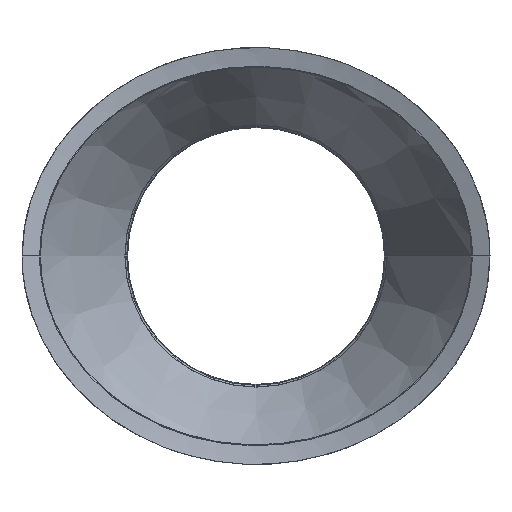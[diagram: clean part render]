
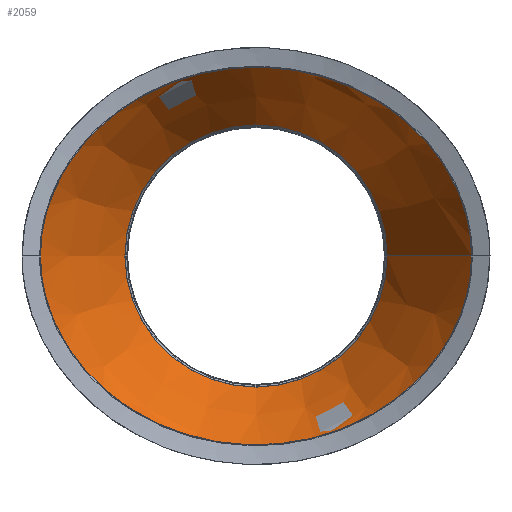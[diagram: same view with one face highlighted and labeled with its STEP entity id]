
A CAD part, front view. The second image highlights one B-rep face of the part: STEP entity #2059.
In plain terms, the highlighted conical face has half-angle 30 degrees and reference radius 98.609 mm.
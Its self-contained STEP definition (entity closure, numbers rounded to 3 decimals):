
#122=CARTESIAN_POINT('',(162.135,364.928,0.0));
#123=VERTEX_POINT('',#122);
#319=CARTESIAN_POINT('',(-162.135,364.928,0.0));
#320=VERTEX_POINT('',#319);
#321=CARTESIAN_POINT('',(-162.135,364.928,0.));
#322=CARTESIAN_POINT('',(-162.135,364.928,-7.826));
#323=CARTESIAN_POINT('',(-161.371,365.274,-15.591));
#324=CARTESIAN_POINT('',(-157.063,367.178,-37.586));
#325=CARTESIAN_POINT('',(-151.749,369.502,-51.138));
#326=CARTESIAN_POINT('',(-136.254,375.582,-77.645));
#327=CARTESIAN_POINT('',(-125.584,379.439,-90.166));
#328=CARTESIAN_POINT('',(-98.432,387.557,-113.629));
#329=CARTESIAN_POINT('',(-81.186,391.731,-123.749));
#330=CARTESIAN_POINT('',(-50.002,396.726,-135.456));
#331=CARTESIAN_POINT('',(-36.952,398.194,-138.725));
#332=CARTESIAN_POINT('',(-15.974,399.45,-141.513));
#333=CARTESIAN_POINT('',(-8.286,399.687,-142.034));
#334=CARTESIAN_POINT('',(7.056,399.71,-142.084));
#335=CARTESIAN_POINT('',(14.681,399.499,-141.621));
#336=CARTESIAN_POINT('',(35.235,398.339,-139.048));
#337=CARTESIAN_POINT('',(47.949,396.972,-136.01));
#338=CARTESIAN_POINT('',(78.349,392.29,-125.09));
#339=CARTESIAN_POINT('',(95.225,388.36,-115.635));
#340=CARTESIAN_POINT('',(123.39,380.208,-92.611));
#341=CARTESIAN_POINT('',(135.043,376.041,-79.441));
#342=CARTESIAN_POINT('',(151.042,369.791,-52.553));
#343=CARTESIAN_POINT('',(156.346,367.489,-39.554));
#344=CARTESIAN_POINT('',(160.314,365.743,-21.344));
#345=CARTESIAN_POINT('',(161.036,365.421,-16.849));
#346=CARTESIAN_POINT('',(161.924,365.024,-8.223));
#347=CARTESIAN_POINT('',(162.135,364.928,-4.116));
#348=CARTESIAN_POINT('',(162.135,364.928,0.));
#349=B_SPLINE_CURVE_WITH_KNOTS('',3,(#321,#322,#323,#324,#325,#326,#327,#328,#329,#330,#331,#332,#333,#334,#335,#336,#337,#338,#339,#340,#341,#342,#343,#344,#345,#346,#347,#348),.UNSPECIFIED.,.F.,.U.,(4,2,2,2,2,2,2,2,2,2,2,2,2,4),(0.0,2.348,6.749,11.74,17.763,21.786,24.083,26.36,30.269,36.095,41.423,45.67,47.04,48.275),.UNSPECIFIED.);
#350=EDGE_CURVE('',#320,#123,#349,.T.);
#558=CARTESIAN_POINT('',(162.135,364.928,0.003));
#559=VERTEX_POINT('',#558);
#560=CARTESIAN_POINT('',(162.135,364.928,0.003));
#561=CARTESIAN_POINT('',(162.135,364.928,7.829));
#562=CARTESIAN_POINT('',(161.371,365.275,15.594));
#563=CARTESIAN_POINT('',(157.061,367.179,37.592));
#564=CARTESIAN_POINT('',(151.746,369.503,51.146));
#565=CARTESIAN_POINT('',(136.246,375.585,77.655));
#566=CARTESIAN_POINT('',(125.575,379.442,90.176));
#567=CARTESIAN_POINT('',(98.418,387.561,113.639));
#568=CARTESIAN_POINT('',(81.17,391.735,123.758));
#569=CARTESIAN_POINT('',(49.988,396.727,135.459));
#570=CARTESIAN_POINT('',(36.941,398.195,138.727));
#571=CARTESIAN_POINT('',(15.969,399.45,141.514));
#572=CARTESIAN_POINT('',(8.281,399.688,142.035));
#573=CARTESIAN_POINT('',(-7.062,399.71,142.084));
#574=CARTESIAN_POINT('',(-14.687,399.499,141.621));
#575=CARTESIAN_POINT('',(-35.245,398.339,139.047));
#576=CARTESIAN_POINT('',(-47.963,396.971,136.007));
#577=CARTESIAN_POINT('',(-78.366,392.287,125.081));
#578=CARTESIAN_POINT('',(-95.241,388.355,115.624));
#579=CARTESIAN_POINT('',(-123.404,380.203,92.597));
#580=CARTESIAN_POINT('',(-135.056,376.037,79.425));
#581=CARTESIAN_POINT('',(-151.048,369.788,52.539));
#582=CARTESIAN_POINT('',(-156.348,367.488,39.545));
#583=CARTESIAN_POINT('',(-160.315,365.742,21.34));
#584=CARTESIAN_POINT('',(-161.036,365.42,16.847));
#585=CARTESIAN_POINT('',(-161.924,365.024,8.221));
#586=CARTESIAN_POINT('',(-162.135,364.928,4.115));
#587=CARTESIAN_POINT('',(-162.135,364.928,0.));
#588=B_SPLINE_CURVE_WITH_KNOTS('',3,(#560,#561,#562,#563,#564,#565,#566,#567,#568,#569,#570,#571,#572,#573,#574,#575,#576,#577,#578,#579,#580,#581,#582,#583,#584,#585,#586,#587),.UNSPECIFIED.,.F.,.U.,(4,2,2,2,2,2,2,2,2,2,2,2,2,4),(0.,2.348,6.75,11.741,17.764,21.786,24.084,26.361,30.27,36.097,41.425,45.67,47.04,48.274),.UNSPECIFIED.);
#589=EDGE_CURVE('',#559,#320,#588,.T.);
#2016=CARTESIAN_POINT('',(98.609,474.959,0.002));
#2017=VERTEX_POINT('',#2016);
#2018=CARTESIAN_POINT('',(98.609,474.959,0.002));
#2019=DIRECTION('',(0.5,-0.866,0.));
#2020=VECTOR('',#2019,127.053);
#2021=LINE('',#2018,#2020);
#2022=EDGE_CURVE('',#2017,#559,#2021,.T.);
#2034=CARTESIAN_POINT('',(0.0,474.959,0.0));
#2035=DIRECTION('',(0.0,-1.0,0.0));
#2036=DIRECTION('',(1.,0.0,0.));
#2037=AXIS2_PLACEMENT_3D('',#2034,#2035,#2036);
#2038=CONICAL_SURFACE('',#2037,98.609,30.);
#2039=ORIENTED_EDGE('',*,*,#350,.T.);
#2040=CARTESIAN_POINT('',(98.609,474.959,0.0));
#2041=VERTEX_POINT('',#2040);
#2042=CARTESIAN_POINT('',(98.609,474.959,0.0));
#2043=DIRECTION('',(0.5,-0.866,0.0));
#2044=VECTOR('',#2043,127.053);
#2045=LINE('',#2042,#2044);
#2046=EDGE_CURVE('',#2041,#123,#2045,.T.);
#2047=ORIENTED_EDGE('',*,*,#2046,.F.);
#2048=CARTESIAN_POINT('',(0.0,474.959,0.0));
#2049=DIRECTION('',(0.0,1.0,0.0));
#2050=DIRECTION('',(1.0,0.0,0.0));
#2051=AXIS2_PLACEMENT_3D('',#2048,#2049,#2050);
#2052=CIRCLE('',#2051,98.609);
#2053=EDGE_CURVE('',#2041,#2017,#2052,.T.);
#2054=ORIENTED_EDGE('',*,*,#2053,.T.);
#2055=ORIENTED_EDGE('',*,*,#2022,.T.);
#2056=ORIENTED_EDGE('',*,*,#589,.T.);
#2057=EDGE_LOOP('',(#2039,#2047,#2054,#2055,#2056));
#2058=FACE_OUTER_BOUND('',#2057,.T.);
#2059=ADVANCED_FACE('',(#2058),#2038,.F.);
